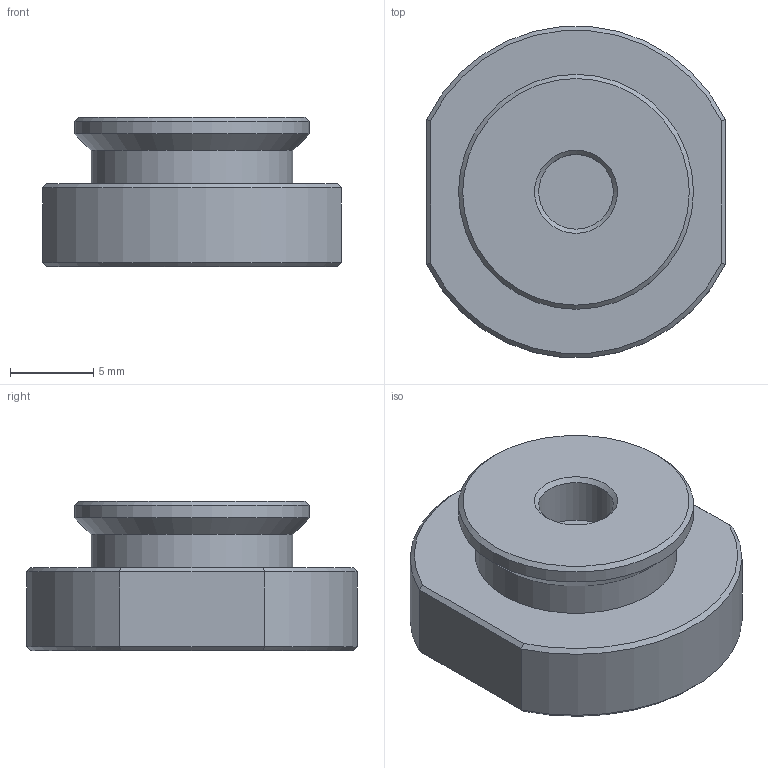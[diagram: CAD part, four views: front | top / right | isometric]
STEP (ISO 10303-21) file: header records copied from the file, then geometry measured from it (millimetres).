
FILE_DESCRIPTION(/* description */ (''),/* implementation_level */ '2;1');
FILE_NAME(/* name */ 'shankAdapter.step',/* time_stamp */ '2025-08-30T08:23:50-07:00',/* author */ (''),/* organization */ (''),/* preprocessor_version */ 'ST-DEVELOPER v20.1',/* originating_system */ 'Autodesk Translation Framework v14.10.0.0',/* authorisation */ '');
FILE_SCHEMA (('AUTOMOTIVE_DESIGN { 1 0 10303 214 3 1 1 }'));
Length unit declared in the file: millimetre
Products named in the file (1): ShankAdapter
Bounding box: 18 x 19.93 x 9 mm (x, y, z)
Volume: 1882.5 mm3; surface area: 1227.9 mm2
Topology: 1 solids, 1 shells, 28 faces, 53 edges, 31 vertices
Faces by surface type: plane 12, cone 9, cylinder 7
Full cylindrical faces by diameter (mm): 4.5 x1, 4.529 x1, 8 x1, 12.15 x1, 14.15 x1
Entity records: 737 total; most frequent: CARTESIAN_POINT 137, DIRECTION 126, ORIENTED_EDGE 106, EDGE_CURVE 53, AXIS2_PLACEMENT_3D 52, EDGE_LOOP 32, VERTEX_POINT 31, FACE_OUTER_BOUND 28
